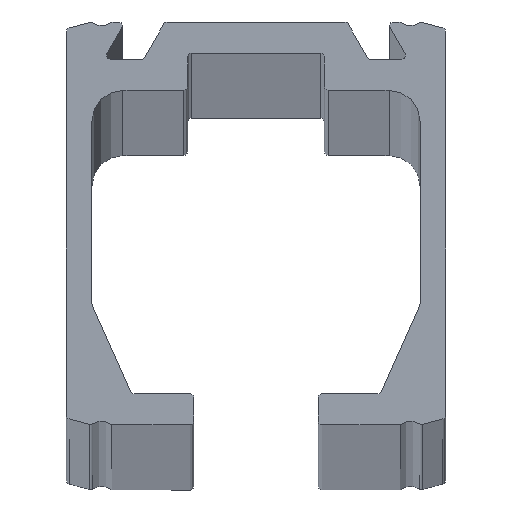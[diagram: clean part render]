
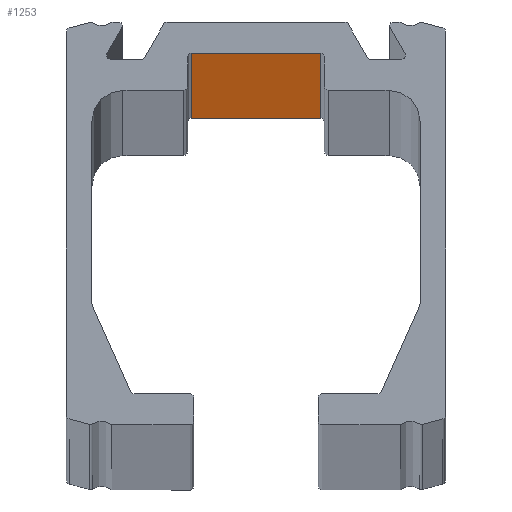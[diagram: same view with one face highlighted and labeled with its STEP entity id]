
A CAD part, top view. The second image highlights one B-rep face of the part: STEP entity #1253.
In plain terms, the highlighted planar face has unit normal (0, -1, 0).
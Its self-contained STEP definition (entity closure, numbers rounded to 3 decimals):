
#69=FACE_OUTER_BOUND('',#135,.T.);
#135=EDGE_LOOP('',(#957,#958,#959,#960));
#259=LINE('',#1893,#383);
#307=LINE('',#2054,#431);
#308=LINE('',#2057,#432);
#309=LINE('',#2058,#433);
#383=VECTOR('',#1489,10.);
#431=VECTOR('',#1641,10.);
#432=VECTOR('',#1644,10.);
#433=VECTOR('',#1645,10.);
#518=VERTEX_POINT('',#1890);
#519=VERTEX_POINT('',#1892);
#580=VERTEX_POINT('',#2052);
#581=VERTEX_POINT('',#2056);
#646=EDGE_CURVE('',#519,#518,#259,.T.);
#727=EDGE_CURVE('',#518,#580,#307,.T.);
#728=EDGE_CURVE('',#580,#581,#308,.T.);
#729=EDGE_CURVE('',#519,#581,#309,.T.);
#957=ORIENTED_EDGE('',*,*,#728,.T.);
#958=ORIENTED_EDGE('',*,*,#729,.F.);
#959=ORIENTED_EDGE('',*,*,#646,.T.);
#960=ORIENTED_EDGE('',*,*,#727,.T.);
#1211=PLANE('',#1383);
#1253=ADVANCED_FACE('',(#69),#1211,.T.);
#1383=AXIS2_PLACEMENT_3D('',#2055,#1642,#1643);
#1489=DIRECTION('',(1.,0.,0.));
#1641=DIRECTION('',(0.,0.,1.));
#1642=DIRECTION('center_axis',(0.,-1.,0.));
#1643=DIRECTION('ref_axis',(0.,0.,-1.));
#1644=DIRECTION('',(-1.,0.,0.));
#1645=DIRECTION('',(0.,0.,1.));
#1890=CARTESIAN_POINT('',(5.2,29.9,-1500.));
#1892=CARTESIAN_POINT('',(-5.2,29.9,-1500.));
#1893=CARTESIAN_POINT('',(-5.2,29.9,-1500.));
#2052=CARTESIAN_POINT('',(5.2,29.9,1500.));
#2054=CARTESIAN_POINT('',(5.2,29.9,0.));
#2055=CARTESIAN_POINT('Origin',(5.2,29.9,0.));
#2056=CARTESIAN_POINT('',(-5.2,29.9,1500.));
#2057=CARTESIAN_POINT('',(-5.2,29.9,1500.));
#2058=CARTESIAN_POINT('',(-5.2,29.9,0.));
